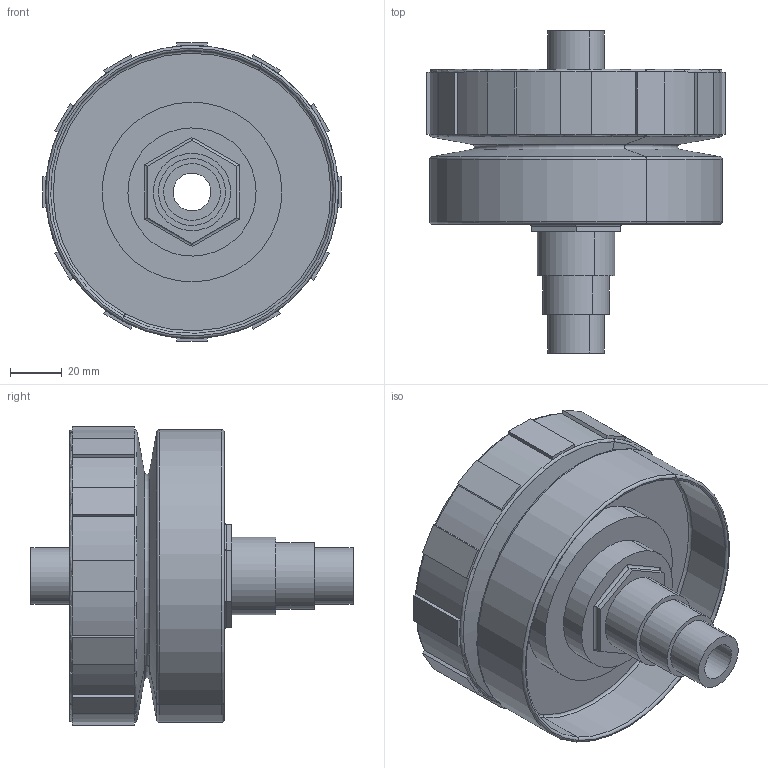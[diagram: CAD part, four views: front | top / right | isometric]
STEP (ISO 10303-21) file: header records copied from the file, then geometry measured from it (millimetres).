
FILE_DESCRIPTION(('CATIA V5 STEP Exchange'),'2;1');
FILE_NAME('Driven Pulley.stp','2023-03-08T18:26:33+00:00',('none'),('none'),'CATIA Version 5 Release 20 GA (IN-10)','CATIA V5 STEP AP203','none');
FILE_SCHEMA(('CONFIG_CONTROL_DESIGN'));
Length unit declared in the file: millimetre
Products named in the file (1): Driven Pulley
Bounding box: 116 x 125 x 116 mm (x, y, z)
Volume: 336578.3 mm3; surface area: 81925.4 mm2
Topology: 1 solids, 1 shells, 138 faces, 306 edges, 178 vertices
Faces by surface type: plane 76, cylinder 40, torus 18, cone 4
Entity records: 3493 total; most frequent: CARTESIAN_POINT 680, ORIENTED_EDGE 612, DIRECTION 464, EDGE_CURVE 306, AXIS2_PLACEMENT_3D 206, VERTEX_POINT 178, VECTOR 170, LINE 170
